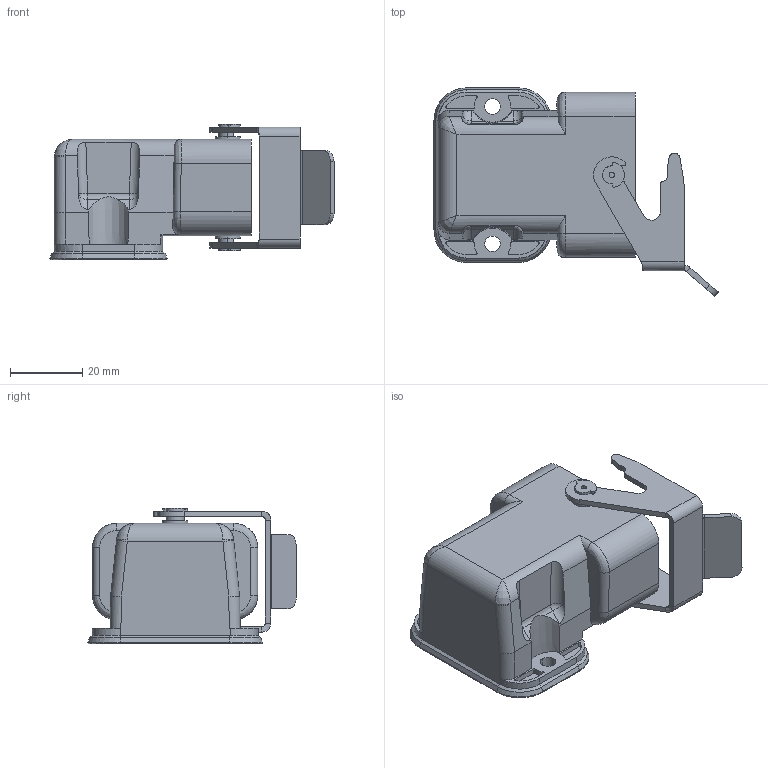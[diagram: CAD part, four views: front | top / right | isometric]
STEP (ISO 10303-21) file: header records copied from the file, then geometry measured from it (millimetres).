
FILE_DESCRIPTION(('CATIA V5 STEP','CAx-IF Rec.Pracs.--- Model Styling and Organization---1.2---2011-12-15'),'2;1');
FILE_NAME ('13406926_2', '2018-08-07T11:29:03+00:00', ('none'), ('Weidmueller'), 'CATIA Version 5-6 Release 2014 SP4 HF52', 'CATIA V5 STEP AP214', 'none');
FILE_SCHEMA(('AUTOMOTIVE_DESIGN { 1 0 10303 214 1 1 1 1 }'));
Length unit declared in the file: millimetre
Products named in the file (1): 1003060000
Bounding box: 78.61 x 57.65 x 37.45 mm (x, y, z)
Volume: 18650.4 mm3; surface area: 22529.7 mm2
Topology: 1 solids, 1 shells, 467 faces, 1222 edges, 774 vertices
Faces by surface type: plane 209, cylinder 208, cone 28, bspline 10, sphere 8, torus 4
Entity records: 14621 total; most frequent: CARTESIAN_POINT 4184, ORIENTED_EDGE 2424, DIRECTION 1649, EDGE_CURVE 1212, VERTEX_POINT 774, AXIS2_PLACEMENT_3D 712, VECTOR 602, LINE 602
